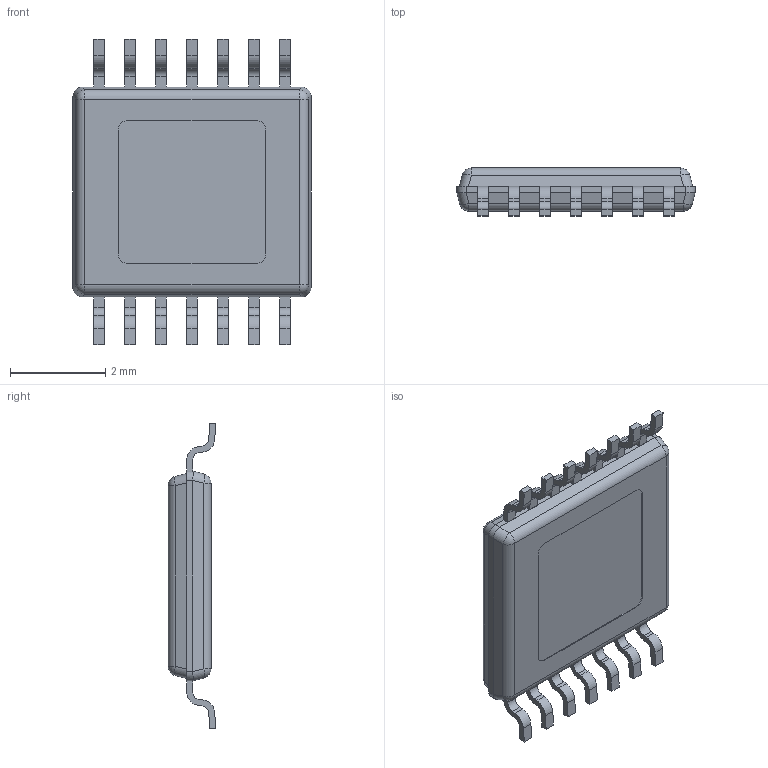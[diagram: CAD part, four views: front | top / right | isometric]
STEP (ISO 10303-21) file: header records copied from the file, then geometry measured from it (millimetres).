
FILE_DESCRIPTION((''),'2;1');
FILE_NAME('MXA14A_ASM','2012-02-09T',('CKXSSC'),(''),'PRO/ENGINEER BY PARAMETRIC TECHNOLOGY CORPORATION, 2011220','PRO/ENGINEER BY PARAMETRIC TECHNOLOGY CORPORATION, 2011220','');
FILE_SCHEMA(('AUTOMOTIVE_DESIGN_CC2 { 1 2 10303 214 -1 1 5 2 }'));
Length unit declared in the file: millimetre
Products named in the file (3): BODY_MXA14A; LEAD_MXA14A; MXA14A_ASM
Assembly tree (15 placements, depth 2):
  MXA14A_ASM
    BODY_MXA14A
    LEAD_MXA14A  x14
Bounding box: 5 x 1 x 6.42 mm (x, y, z)
Volume: 18.8 mm3; surface area: 68.9 mm2
Topology: 15 solids, 15 shells, 252 faces, 635 edges, 413 vertices
Faces by surface type: plane 160, cylinder 82, sphere 10
Entity records: 2809 total; most frequent: CARTESIAN_POINT 509, DIRECTION 374, ORIENTED_EDGE 328, PRESENTATION_STYLE_ASSIGNMENT 166, STYLED_ITEM 166, CURVE_STYLE 164, EDGE_CURVE 164, AXIS2_PLACEMENT_3D 138
